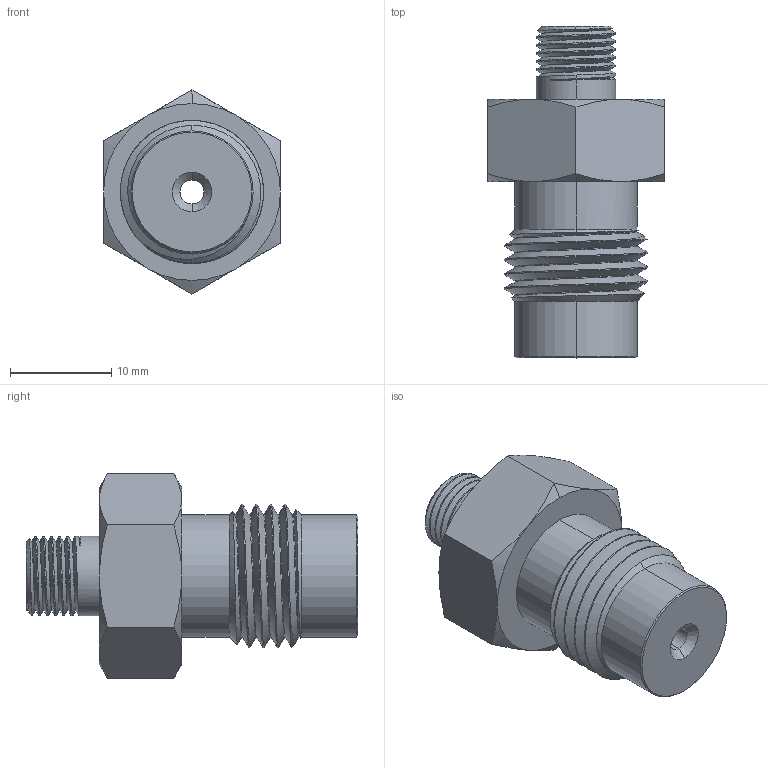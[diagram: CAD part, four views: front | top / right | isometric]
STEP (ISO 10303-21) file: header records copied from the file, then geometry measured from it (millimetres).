
FILE_DESCRIPTION (( 'STEP AP203' ), '1' );
FILE_NAME ('AD-110M170M-SS.STEP', '2025-07-29T14:20:23', ( '' ), ( '' ), 'SwSTEP 2.0', 'SolidWorks 2018', '' );
FILE_SCHEMA (( 'CONFIG_CONTROL_DESIGN' ));
Length unit declared in the file: inch
Products named in the file (1): AD-110M170M-SS
Bounding box: 17.46 x 32.77 x 20.16 mm (x, y, z)
Volume: 4348.8 mm3; surface area: 2436.6 mm2
Topology: 1 solids, 1 shells, 81 faces, 197 edges, 121 vertices
Faces by surface type: cone 32, cylinder 32, plane 11, bspline 6
Entity records: 8326 total; most frequent: CARTESIAN_POINT 6512, ORIENTED_EDGE 394, DIRECTION 307, EDGE_CURVE 197, AXIS2_PLACEMENT_3D 126, VERTEX_POINT 121, B_SPLINE_CURVE_WITH_KNOTS 92, EDGE_LOOP 86
